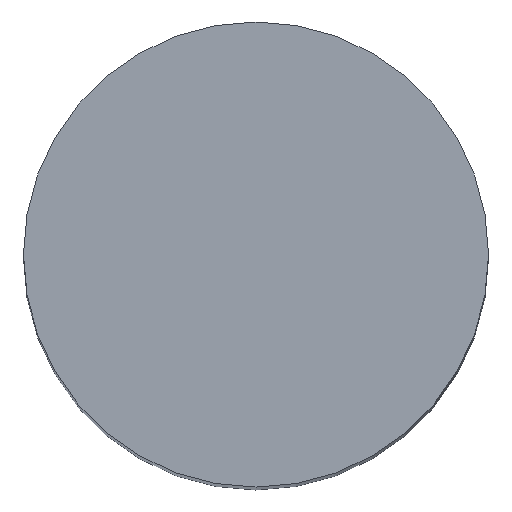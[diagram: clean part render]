
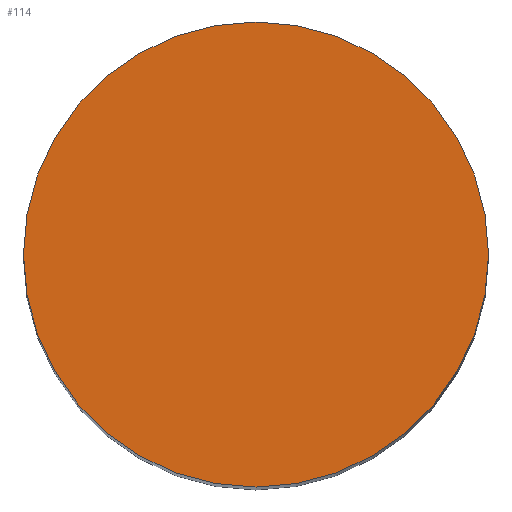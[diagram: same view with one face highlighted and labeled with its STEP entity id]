
A CAD part, top view. The second image highlights one B-rep face of the part: STEP entity #114.
In plain terms, the highlighted planar face has unit normal (0, 0, 1).
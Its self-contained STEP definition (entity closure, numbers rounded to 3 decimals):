
#114=ADVANCED_FACE('240[2]',(#300),#301,.T.);
#225=EDGE_CURVE('240[2]',#449,#449,#450,.T.);
#300=FACE_OUTER_BOUND('',#545,.T.);
#301=PLANE('',#546);
#449=VERTEX_POINT('',#810);
#450=CIRCLE('',#811,5.0);
#545=EDGE_LOOP('',(#881));
#546=AXIS2_PLACEMENT_3D('',#882,#883,#884);
#810=CARTESIAN_POINT('',(0.,-5.0,0.));
#811=AXIS2_PLACEMENT_3D('',#1063,#1064,#1065);
#881=ORIENTED_EDGE('',*,*,#225,.T.);
#882=CARTESIAN_POINT('',(0.,-2.5,0.));
#883=DIRECTION('',(0.,0.,1.0));
#884=DIRECTION('',(-1.0,0.,0.0));
#1063=CARTESIAN_POINT('',(0.0,0.0,0.0));
#1064=DIRECTION('',(0.,0.,1.0));
#1065=DIRECTION('',(0.,-1.0,0.));
